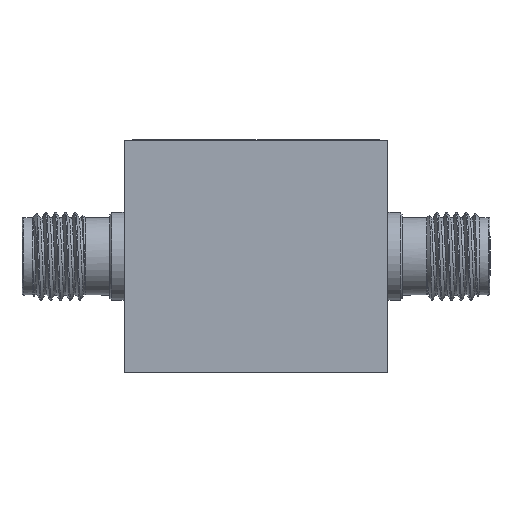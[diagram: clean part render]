
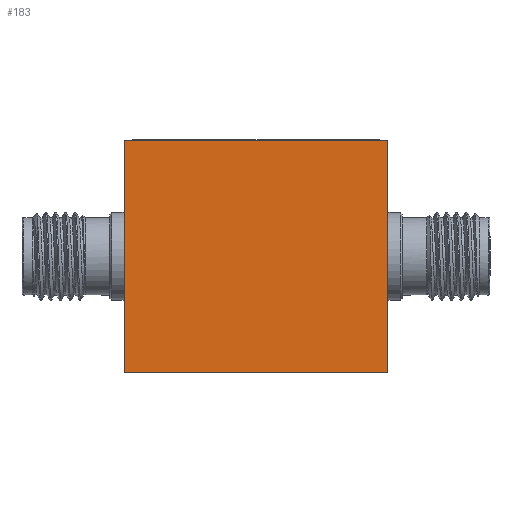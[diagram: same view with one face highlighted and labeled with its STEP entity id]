
A CAD part, front view. The second image highlights one B-rep face of the part: STEP entity #183.
In plain terms, the highlighted planar face has unit normal (0, -1, 0).
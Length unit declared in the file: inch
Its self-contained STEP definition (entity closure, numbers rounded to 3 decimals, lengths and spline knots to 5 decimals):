
#183 = ADVANCED_FACE ( 'NONE', ( #1037 ), #2434, .F. ) ;
#227 = CARTESIAN_POINT ( 'NONE',  ( 0.375, -0.43, -0.33 ) ) ;
#271 = CARTESIAN_POINT ( 'NONE',  ( -0.375, -0.43, 0.33 ) ) ;
#391 = DIRECTION ( 'NONE',  ( 0., 0., 1. ) ) ;
#1028 = CARTESIAN_POINT ( 'NONE',  ( -0.375, -0.43, -0.33 ) ) ;
#1037 = FACE_OUTER_BOUND ( 'NONE', #8118, .T. ) ;
#1131 = AXIS2_PLACEMENT_3D ( 'NONE', #3692, #6356, #391 ) ;
#1356 = EDGE_CURVE ( 'NONE', #3751, #8352, #2951, .T. ) ;
#1788 = CARTESIAN_POINT ( 'NONE',  ( 0.375, -0.43, 0.33 ) ) ;
#1897 = EDGE_CURVE ( 'NONE', #4097, #3751, #3479, .T. ) ;
#1898 = DIRECTION ( 'NONE',  ( 1., 0., 0. ) ) ;
#2012 = ORIENTED_EDGE ( 'NONE', *, *, #1356, .T. ) ;
#2229 = ORIENTED_EDGE ( 'NONE', *, *, #2982, .F. ) ;
#2246 = LINE ( 'NONE', #3501, #4960 ) ;
#2281 = VECTOR ( 'NONE', #4384, 39.37008 ) ;
#2434 = PLANE ( 'NONE',  #1131 ) ;
#2618 = ORIENTED_EDGE ( 'NONE', *, *, #3236, .F. ) ;
#2951 = LINE ( 'NONE', #1028, #2281 ) ;
#2982 = EDGE_CURVE ( 'NONE', #8549, #8352, #2246, .T. ) ;
#3236 = EDGE_CURVE ( 'NONE', #4097, #8549, #4504, .T. ) ;
#3479 = LINE ( 'NONE', #271, #5740 ) ;
#3501 = CARTESIAN_POINT ( 'NONE',  ( 0.375, -0.43, 0.33 ) ) ;
#3692 = CARTESIAN_POINT ( 'NONE',  ( -0.375, -0.43, 0.33 ) ) ;
#3751 = VERTEX_POINT ( 'NONE', #8031 ) ;
#4097 = VERTEX_POINT ( 'NONE', #5862 ) ;
#4158 = DIRECTION ( 'NONE',  ( 0., 0., -1. ) ) ;
#4384 = DIRECTION ( 'NONE',  ( 1., 0., 0. ) ) ;
#4504 = LINE ( 'NONE', #5332, #4819 ) ;
#4819 = VECTOR ( 'NONE', #1898, 39.37008 ) ;
#4960 = VECTOR ( 'NONE', #4158, 39.37008 ) ;
#5332 = CARTESIAN_POINT ( 'NONE',  ( -0.375, -0.43, 0.33 ) ) ;
#5740 = VECTOR ( 'NONE', #6761, 39.37008 ) ;
#5862 = CARTESIAN_POINT ( 'NONE',  ( -0.375, -0.43, 0.33 ) ) ;
#6356 = DIRECTION ( 'NONE',  ( 0., 1., 0. ) ) ;
#6699 = ORIENTED_EDGE ( 'NONE', *, *, #1897, .T. ) ;
#6761 = DIRECTION ( 'NONE',  ( 0., 0., -1. ) ) ;
#8031 = CARTESIAN_POINT ( 'NONE',  ( -0.375, -0.43, -0.33 ) ) ;
#8118 = EDGE_LOOP ( 'NONE', ( #2012, #2229, #2618, #6699 ) ) ;
#8352 = VERTEX_POINT ( 'NONE', #227 ) ;
#8549 = VERTEX_POINT ( 'NONE', #1788 ) ;
